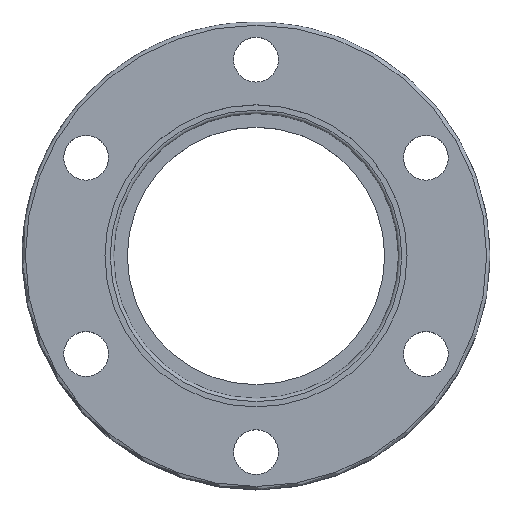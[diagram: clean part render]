
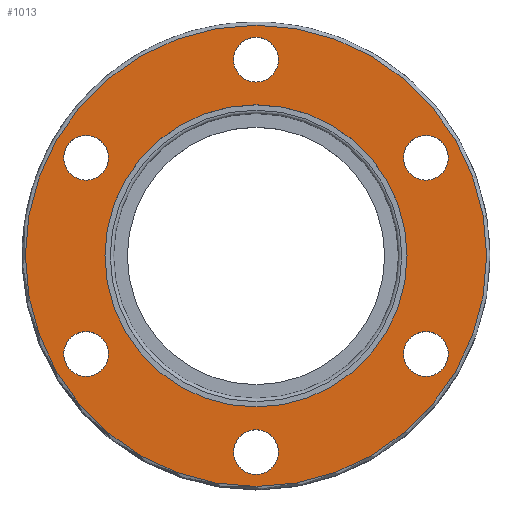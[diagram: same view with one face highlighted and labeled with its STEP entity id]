
A CAD part, top view. The second image highlights one B-rep face of the part: STEP entity #1013.
In plain terms, the highlighted planar face has unit normal (0, 0, 1).
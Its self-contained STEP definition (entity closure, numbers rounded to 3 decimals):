
#645=CARTESIAN_POINT('',(27.093,11.774,13.0));
#646=VERTEX_POINT('',#645);
#647=CARTESIAN_POINT('',(25.418,14.675,13.));
#648=DIRECTION('',(0.0,0.0,-1.));
#649=DIRECTION('',(0.5,-0.866,0.0));
#650=AXIS2_PLACEMENT_3D('',#647,#648,#649);
#651=CIRCLE('',#650,3.35);
#652=EDGE_CURVE('',#646,#646,#651,.T.);
#686=CARTESIAN_POINT('',(23.743,-17.576,13.0));
#687=VERTEX_POINT('',#686);
#688=CARTESIAN_POINT('',(25.418,-14.675,13.));
#689=DIRECTION('',(0.0,0.0,-1.0));
#690=DIRECTION('',(-0.5,-0.866,0.0));
#691=AXIS2_PLACEMENT_3D('',#688,#689,#690);
#692=CIRCLE('',#691,3.35);
#693=EDGE_CURVE('',#687,#687,#692,.T.);
#727=CARTESIAN_POINT('',(-3.35,-29.35,13.0));
#728=VERTEX_POINT('',#727);
#729=CARTESIAN_POINT('',(0.,-29.35,13.));
#730=DIRECTION('',(0.0,0.0,-1.0));
#731=DIRECTION('',(-1.0,0.0,0.0));
#732=AXIS2_PLACEMENT_3D('',#729,#730,#731);
#733=CIRCLE('',#732,3.35);
#734=EDGE_CURVE('',#728,#728,#733,.T.);
#768=CARTESIAN_POINT('',(-27.093,-11.774,13.0));
#769=VERTEX_POINT('',#768);
#770=CARTESIAN_POINT('',(-25.418,-14.675,13.));
#771=DIRECTION('',(0.0,0.0,-1.0));
#772=DIRECTION('',(-0.5,0.866,0.0));
#773=AXIS2_PLACEMENT_3D('',#770,#771,#772);
#774=CIRCLE('',#773,3.35);
#775=EDGE_CURVE('',#769,#769,#774,.T.);
#809=CARTESIAN_POINT('',(-23.743,17.576,13.0));
#810=VERTEX_POINT('',#809);
#811=CARTESIAN_POINT('',(-25.418,14.675,13.));
#812=DIRECTION('',(0.0,0.0,-1.));
#813=DIRECTION('',(0.5,0.866,0.0));
#814=AXIS2_PLACEMENT_3D('',#811,#812,#813);
#815=CIRCLE('',#814,3.35);
#816=EDGE_CURVE('',#810,#810,#815,.T.);
#850=CARTESIAN_POINT('',(3.35,29.35,13.0));
#851=VERTEX_POINT('',#850);
#852=CARTESIAN_POINT('',(0.,29.35,13.));
#853=DIRECTION('',(0.0,0.0,-1.0));
#854=DIRECTION('',(1.0,0.0,0.0));
#855=AXIS2_PLACEMENT_3D('',#852,#853,#854);
#856=CIRCLE('',#855,3.35);
#857=EDGE_CURVE('',#851,#851,#856,.T.);
#949=CARTESIAN_POINT('',(22.6,0.,13.));
#950=VERTEX_POINT('',#949);
#951=CARTESIAN_POINT('',(0.0,0.0,13.));
#952=DIRECTION('',(0.0,0.0,-1.0));
#953=DIRECTION('',(-1.0,0.0,0.0));
#954=AXIS2_PLACEMENT_3D('',#951,#952,#953);
#955=CIRCLE('',#954,22.6);
#956=EDGE_CURVE('',#950,#950,#955,.T.);
#969=CARTESIAN_POINT('',(34.5,0.,13.0));
#970=VERTEX_POINT('',#969);
#971=CARTESIAN_POINT('',(0.0,0.0,13.0));
#972=DIRECTION('',(0.0,0.0,-1.0));
#973=DIRECTION('',(-1.0,0.0,0.0));
#974=AXIS2_PLACEMENT_3D('',#971,#972,#973);
#975=CIRCLE('',#974,34.5);
#976=EDGE_CURVE('',#970,#970,#975,.T.);
#984=CARTESIAN_POINT('',(0.0,0.0,13.0));
#985=DIRECTION('',(0.0,0.0,-1.0));
#986=DIRECTION('',(-1.0,0.0,0.0));
#987=AXIS2_PLACEMENT_3D('',#984,#985,#986);
#988=PLANE('',#987);
#989=ORIENTED_EDGE('',*,*,#976,.F.);
#990=EDGE_LOOP('',(#989));
#991=FACE_OUTER_BOUND('',#990,.T.);
#992=ORIENTED_EDGE('',*,*,#652,.T.);
#993=EDGE_LOOP('',(#992));
#994=FACE_BOUND('',#993,.T.);
#995=ORIENTED_EDGE('',*,*,#693,.T.);
#996=EDGE_LOOP('',(#995));
#997=FACE_BOUND('',#996,.T.);
#998=ORIENTED_EDGE('',*,*,#734,.T.);
#999=EDGE_LOOP('',(#998));
#1000=FACE_BOUND('',#999,.T.);
#1001=ORIENTED_EDGE('',*,*,#775,.T.);
#1002=EDGE_LOOP('',(#1001));
#1003=FACE_BOUND('',#1002,.T.);
#1004=ORIENTED_EDGE('',*,*,#816,.T.);
#1005=EDGE_LOOP('',(#1004));
#1006=FACE_BOUND('',#1005,.T.);
#1007=ORIENTED_EDGE('',*,*,#857,.T.);
#1008=EDGE_LOOP('',(#1007));
#1009=FACE_BOUND('',#1008,.T.);
#1010=ORIENTED_EDGE('',*,*,#956,.T.);
#1011=EDGE_LOOP('',(#1010));
#1012=FACE_BOUND('',#1011,.T.);
#1013=ADVANCED_FACE('',(#991,#994,#997,#1000,#1003,#1006,#1009,#1012),#988,.F.);
